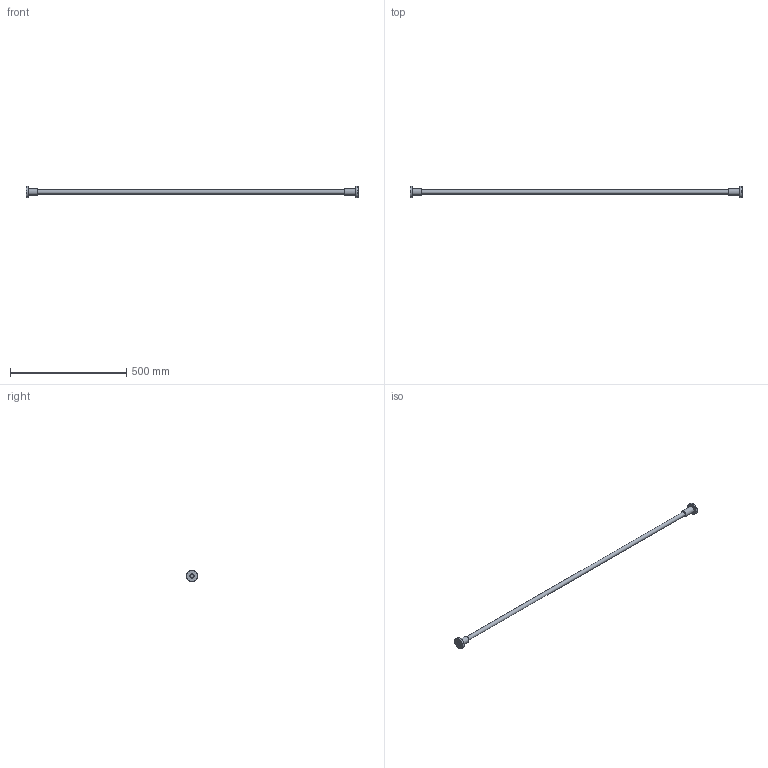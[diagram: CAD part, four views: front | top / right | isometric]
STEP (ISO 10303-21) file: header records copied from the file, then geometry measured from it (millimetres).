
FILE_DESCRIPTION(/* description */ ('STEP AP214'),/* implementation_level */ '2;1');
FILE_NAME(/* name */ 'FEED ROD.stp',/* time_stamp */ '2025-12-13T09:07:32-08:00',/* author */ ('admin'),/* organization */ (''),/* preprocessor_version */ 'ST-DEVELOPER v20.1',/* originating_system */ 'Autodesk Inventor 2026',/* authorisation */ '');
FILE_SCHEMA (('AUTOMOTIVE_DESIGN { 1 0 10303 214 3 1 1 }'));
Length unit declared in the file: inch
Products named in the file (1): FEED ROD
Bounding box: 1430 x 50 x 50 mm (x, y, z)
Volume: 425080.6 mm3; surface area: 109037.8 mm2
Topology: 3 solids, 3 shells, 29 faces, 60 edges, 40 vertices
Faces by surface type: cone 11, plane 10, cylinder 8
Full cylindrical faces by diameter (mm): 18 x2, 28 x2, 50 x2
Entity records: 854 total; most frequent: DIRECTION 153, CARTESIAN_POINT 130, ORIENTED_EDGE 120, AXIS2_PLACEMENT_3D 63, EDGE_CURVE 60, VERTEX_POINT 39, EDGE_LOOP 35, CIRCLE 33
